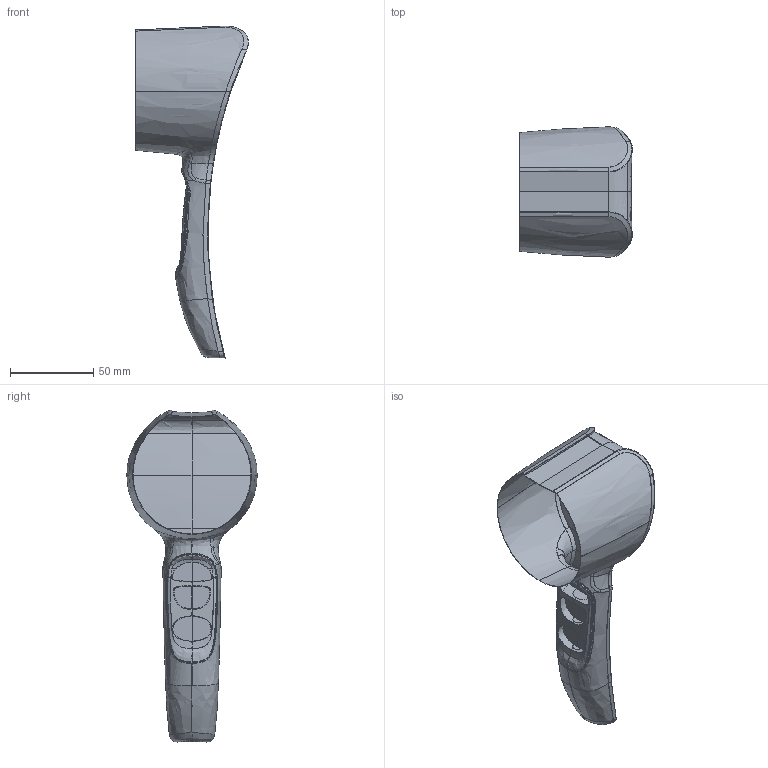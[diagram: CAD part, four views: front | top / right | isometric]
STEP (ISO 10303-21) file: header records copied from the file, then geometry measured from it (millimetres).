
FILE_DESCRIPTION (( 'STEP AP214' ), '1' );
FILE_NAME ('boite_ar.STEP', '2017-02-03T15:20:28', ( '' ), ( '' ), 'SwSTEP 2.0', 'SolidWorks 2016', '' );
FILE_SCHEMA (( 'AUTOMOTIVE_DESIGN' ));
Length unit declared in the file: millimetre
Products named in the file (1): boite_ar
Bounding box: 67.61 x 78.11 x 198.9 mm (x, y, z)
Volume: 7762.6 mm3; surface area: 61785.8 mm2
Topology: 1 solids, 1 shells, 240 faces, 613 edges, 374 vertices
Faces by surface type: bspline 210, plane 30
Entity records: 68482 total; most frequent: CARTESIAN_POINT 63269, ORIENTED_EDGE 1226, EDGE_CURVE 613, B_SPLINE_CURVE_WITH_KNOTS 546, VERTEX_POINT 374, EDGE_LOOP 241, FACE_OUTER_BOUND 240, ADVANCED_FACE 240
